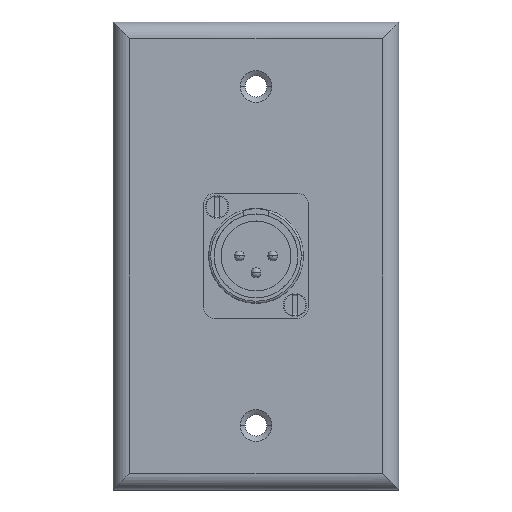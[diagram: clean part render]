
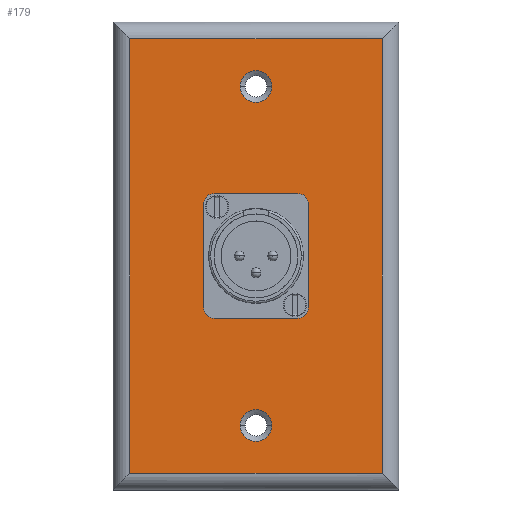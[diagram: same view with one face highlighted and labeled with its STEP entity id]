
A CAD part, top view. The second image highlights one B-rep face of the part: STEP entity #179.
In plain terms, the highlighted planar face has unit normal (0, 0, 1).
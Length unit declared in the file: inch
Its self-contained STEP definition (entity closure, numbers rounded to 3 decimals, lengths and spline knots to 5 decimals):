
#75 = VERTEX_POINT ( 'NONE', #2170 ) ;
#127 = EDGE_LOOP ( 'NONE', ( #128, #413 ) ) ;
#128 = ORIENTED_EDGE ( 'NONE', *, *, #1394, .T. ) ;
#129 = EDGE_CURVE ( 'NONE', #1328, #1325, #2295, .T. ) ;
#176 = ORIENTED_EDGE ( 'NONE', *, *, #423, .F. ) ;
#179 = ADVANCED_FACE ( 'NONE', ( #2401, #2393, #2392, #2391, #2404, #2406 ), #2400, .F. ) ;
#180 = ORIENTED_EDGE ( 'NONE', *, *, #1398, .F. ) ;
#181 = ORIENTED_EDGE ( 'NONE', *, *, #434, .F. ) ;
#411 = ORIENTED_EDGE ( 'NONE', *, *, #1277, .F. ) ;
#413 = ORIENTED_EDGE ( 'NONE', *, *, #1466, .T. ) ;
#419 = EDGE_LOOP ( 'NONE', ( #181, #180 ) ) ;
#423 = EDGE_CURVE ( 'NONE', #1186, #75, #2692, .T. ) ;
#433 = EDGE_LOOP ( 'NONE', ( #435, #411 ) ) ;
#434 = EDGE_CURVE ( 'NONE', #1397, #1046, #2679, .T. ) ;
#435 = ORIENTED_EDGE ( 'NONE', *, *, #129, .F. ) ;
#436 = EDGE_LOOP ( 'NONE', ( #176, #437 ) ) ;
#437 = ORIENTED_EDGE ( 'NONE', *, *, #1395, .F. ) ;
#747 = VERTEX_POINT ( 'NONE', #3224 ) ;
#1046 = VERTEX_POINT ( 'NONE', #3787 ) ;
#1186 = VERTEX_POINT ( 'NONE', #4034 ) ;
#1256 = ORIENTED_EDGE ( 'NONE', *, *, #1335, .T. ) ;
#1275 = EDGE_CURVE ( 'NONE', #1401, #1425, #4110, .T. ) ;
#1277 = EDGE_CURVE ( 'NONE', #1325, #1328, #4122, .T. ) ;
#1325 = VERTEX_POINT ( 'NONE', #4162 ) ;
#1328 = VERTEX_POINT ( 'NONE', #4161 ) ;
#1329 = ORIENTED_EDGE ( 'NONE', *, *, #1275, .T. ) ;
#1333 = VERTEX_POINT ( 'NONE', #4165 ) ;
#1334 = ORIENTED_EDGE ( 'NONE', *, *, #1452, .T. ) ;
#1335 = EDGE_CURVE ( 'NONE', #1421, #1407, #3725, .T. ) ;
#1336 = VERTEX_POINT ( 'NONE', #4203 ) ;
#1339 = EDGE_CURVE ( 'NONE', #1333, #1401, #4363, .T. ) ;
#1363 = ORIENTED_EDGE ( 'NONE', *, *, #1426, .T. ) ;
#1364 = EDGE_LOOP ( 'NONE', ( #1334, #1256 ) ) ;
#1394 = EDGE_CURVE ( 'NONE', #1405, #747, #4262, .T. ) ;
#1395 = EDGE_CURVE ( 'NONE', #75, #1186, #4268, .T. ) ;
#1397 = VERTEX_POINT ( 'NONE', #4261 ) ;
#1398 = EDGE_CURVE ( 'NONE', #1046, #1397, #4256, .T. ) ;
#1401 = VERTEX_POINT ( 'NONE', #4267 ) ;
#1405 = VERTEX_POINT ( 'NONE', #4473 ) ;
#1407 = VERTEX_POINT ( 'NONE', #4475 ) ;
#1421 = VERTEX_POINT ( 'NONE', #4465 ) ;
#1425 = VERTEX_POINT ( 'NONE', #4464 ) ;
#1426 = EDGE_CURVE ( 'NONE', #1336, #1333, #4458, .T. ) ;
#1427 = ORIENTED_EDGE ( 'NONE', *, *, #1454, .T. ) ;
#1452 = EDGE_CURVE ( 'NONE', #1407, #1421, #4324, .T. ) ;
#1454 = EDGE_CURVE ( 'NONE', #1425, #1336, #4312, .T. ) ;
#1455 = EDGE_LOOP ( 'NONE', ( #1427, #1363, #1465, #1329 ) ) ;
#1465 = ORIENTED_EDGE ( 'NONE', *, *, #1339, .T. ) ;
#1466 = EDGE_CURVE ( 'NONE', #747, #1405, #4388, .T. ) ;
#2170 = CARTESIAN_POINT ( 'NONE',  ( 0.931, 2.722, 0.2 ) ) ;
#2295 = CIRCLE ( 'NONE', #2428, 0.47 ) ;
#2322 = DIRECTION ( 'NONE',  ( 0., 0., 1. ) ) ;
#2348 = DIRECTION ( 'NONE',  ( 1., 0., 0. ) ) ;
#2372 = DIRECTION ( 'NONE',  ( -1., 0., 0. ) ) ;
#2373 = DIRECTION ( 'NONE',  ( 0., 0., -1. ) ) ;
#2388 = CARTESIAN_POINT ( 'NONE',  ( 1.375, 2.25, 0.2 ) ) ;
#2391 = FACE_BOUND ( 'NONE', #127, .T. ) ;
#2392 = FACE_BOUND ( 'NONE', #433, .T. ) ;
#2393 = FACE_BOUND ( 'NONE', #436, .T. ) ;
#2394 = AXIS2_PLACEMENT_3D ( 'NONE', #2405, #2373, #2372 ) ;
#2400 = PLANE ( 'NONE',  #2394 ) ;
#2401 = FACE_BOUND ( 'NONE', #419, .T. ) ;
#2404 = FACE_BOUND ( 'NONE', #1364, .T. ) ;
#2405 = CARTESIAN_POINT ( 'NONE',  ( 0., 4.5, 0.2 ) ) ;
#2406 = FACE_OUTER_BOUND ( 'NONE', #1455, .T. ) ;
#2428 = AXIS2_PLACEMENT_3D ( 'NONE', #2388, #2322, #2348 ) ;
#2679 = CIRCLE ( 'NONE', #2688, 0.07 ) ;
#2680 = CARTESIAN_POINT ( 'NONE',  ( 1.749, 1.778, 0.2 ) ) ;
#2684 = DIRECTION ( 'NONE',  ( 1., 0., 0. ) ) ;
#2685 = DIRECTION ( 'NONE',  ( 0., 0., 1. ) ) ;
#2686 = CARTESIAN_POINT ( 'NONE',  ( 1.001, 2.722, 0.2 ) ) ;
#2688 = AXIS2_PLACEMENT_3D ( 'NONE', #2680, #2728, #2727 ) ;
#2692 = CIRCLE ( 'NONE', #2732, 0.07 ) ;
#2727 = DIRECTION ( 'NONE',  ( 1., 0., 0. ) ) ;
#2728 = DIRECTION ( 'NONE',  ( 0., 0., 1. ) ) ;
#2732 = AXIS2_PLACEMENT_3D ( 'NONE', #2686, #2685, #2684 ) ;
#3224 = CARTESIAN_POINT ( 'NONE',  ( 1.2225, 0.62, 0.2 ) ) ;
#3664 = CARTESIAN_POINT ( 'NONE',  ( 1.375, 3.88, 0.2 ) ) ;
#3665 = DIRECTION ( 'NONE',  ( -1., 0., 0. ) ) ;
#3670 = AXIS2_PLACEMENT_3D ( 'NONE', #3664, #3678, #3665 ) ;
#3678 = DIRECTION ( 'NONE',  ( 0., 0., -1. ) ) ;
#3725 = CIRCLE ( 'NONE', #3670, 0.1525 ) ;
#3787 = CARTESIAN_POINT ( 'NONE',  ( 1.679, 1.778, 0.2 ) ) ;
#4034 = CARTESIAN_POINT ( 'NONE',  ( 1.071, 2.722, 0.2 ) ) ;
#4109 = CARTESIAN_POINT ( 'NONE',  ( 0., 4.34, 0.2 ) ) ;
#4110 = LINE ( 'NONE', #4109, #4197 ) ;
#4111 = AXIS2_PLACEMENT_3D ( 'NONE', #4211, #4191, #4190 ) ;
#4122 = CIRCLE ( 'NONE', #4111, 0.47 ) ;
#4161 = CARTESIAN_POINT ( 'NONE',  ( 1.845, 2.25, 0.2 ) ) ;
#4162 = CARTESIAN_POINT ( 'NONE',  ( 0.905, 2.25, 0.2 ) ) ;
#4165 = CARTESIAN_POINT ( 'NONE',  ( 2.59, 0.16, 0.2 ) ) ;
#4190 = DIRECTION ( 'NONE',  ( 1., 0., 0. ) ) ;
#4191 = DIRECTION ( 'NONE',  ( 0., 0., 1. ) ) ;
#4196 = DIRECTION ( 'NONE',  ( -1., 0., 0. ) ) ;
#4197 = VECTOR ( 'NONE', #4196, 39.37008 ) ;
#4203 = CARTESIAN_POINT ( 'NONE',  ( 0.16, 0.16, 0.2 ) ) ;
#4211 = CARTESIAN_POINT ( 'NONE',  ( 1.375, 2.25, 0.2 ) ) ;
#4248 = DIRECTION ( 'NONE',  ( 1., 0., 0. ) ) ;
#4249 = CARTESIAN_POINT ( 'NONE',  ( 1.749, 1.778, 0.2 ) ) ;
#4250 = AXIS2_PLACEMENT_3D ( 'NONE', #4249, #4275, #4478 ) ;
#4251 = DIRECTION ( 'NONE',  ( 0., 0., 1. ) ) ;
#4252 = DIRECTION ( 'NONE',  ( -1., 0., 0. ) ) ;
#4253 = DIRECTION ( 'NONE',  ( 0., 0., -1. ) ) ;
#4254 = CARTESIAN_POINT ( 'NONE',  ( 1.375, 0.62, 0.2 ) ) ;
#4255 = AXIS2_PLACEMENT_3D ( 'NONE', #4254, #4253, #4252 ) ;
#4256 = CIRCLE ( 'NONE', #4250, 0.07 ) ;
#4261 = CARTESIAN_POINT ( 'NONE',  ( 1.819, 1.778, 0.2 ) ) ;
#4262 = CIRCLE ( 'NONE', #4255, 0.1525 ) ;
#4263 = CARTESIAN_POINT ( 'NONE',  ( 1.001, 2.722, 0.2 ) ) ;
#4267 = CARTESIAN_POINT ( 'NONE',  ( 2.59, 4.34, 0.2 ) ) ;
#4268 = CIRCLE ( 'NONE', #4276, 0.07 ) ;
#4275 = DIRECTION ( 'NONE',  ( 0., 0., 1. ) ) ;
#4276 = AXIS2_PLACEMENT_3D ( 'NONE', #4263, #4251, #4248 ) ;
#4305 = DIRECTION ( 'NONE',  ( 1., 0., 0. ) ) ;
#4306 = VECTOR ( 'NONE', #4305, 39.37008 ) ;
#4309 = DIRECTION ( 'NONE',  ( 0., -1., 0. ) ) ;
#4310 = VECTOR ( 'NONE', #4309, 39.37008 ) ;
#4311 = CARTESIAN_POINT ( 'NONE',  ( 0.16, 4.5, 0.2 ) ) ;
#4312 = LINE ( 'NONE', #4311, #4310 ) ;
#4320 = DIRECTION ( 'NONE',  ( -1., 0., 0. ) ) ;
#4321 = DIRECTION ( 'NONE',  ( 0., 0., -1. ) ) ;
#4322 = CARTESIAN_POINT ( 'NONE',  ( 1.375, 3.88, 0.2 ) ) ;
#4323 = AXIS2_PLACEMENT_3D ( 'NONE', #4322, #4321, #4320 ) ;
#4324 = CIRCLE ( 'NONE', #4323, 0.1525 ) ;
#4360 = DIRECTION ( 'NONE',  ( -1., 0., 0. ) ) ;
#4361 = DIRECTION ( 'NONE',  ( 0., 0., -1. ) ) ;
#4362 = CARTESIAN_POINT ( 'NONE',  ( 1.375, 0.62, 0.2 ) ) ;
#4363 = LINE ( 'NONE', #4441, #4437 ) ;
#4388 = CIRCLE ( 'NONE', #4392, 0.1525 ) ;
#4392 = AXIS2_PLACEMENT_3D ( 'NONE', #4362, #4361, #4360 ) ;
#4436 = DIRECTION ( 'NONE',  ( 0., 1., 0. ) ) ;
#4437 = VECTOR ( 'NONE', #4436, 39.37008 ) ;
#4441 = CARTESIAN_POINT ( 'NONE',  ( 2.59, 4.5, 0.2 ) ) ;
#4454 = CARTESIAN_POINT ( 'NONE',  ( 0., 0.16, 0.2 ) ) ;
#4458 = LINE ( 'NONE', #4454, #4306 ) ;
#4464 = CARTESIAN_POINT ( 'NONE',  ( 0.16, 4.34, 0.2 ) ) ;
#4465 = CARTESIAN_POINT ( 'NONE',  ( 1.2225, 3.88, 0.2 ) ) ;
#4473 = CARTESIAN_POINT ( 'NONE',  ( 1.5275, 0.62, 0.2 ) ) ;
#4475 = CARTESIAN_POINT ( 'NONE',  ( 1.5275, 3.88, 0.2 ) ) ;
#4478 = DIRECTION ( 'NONE',  ( 1., 0., 0. ) ) ;
